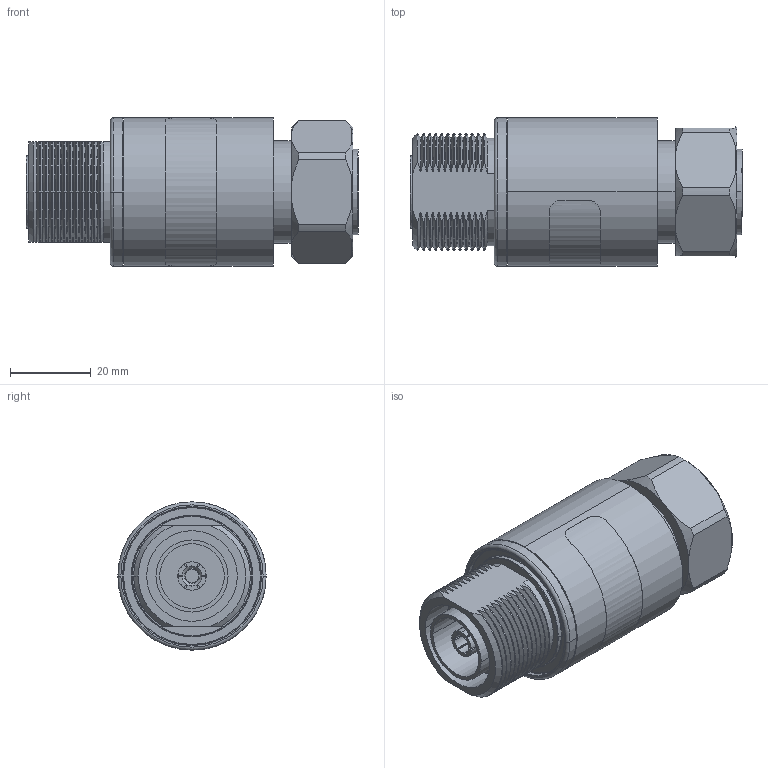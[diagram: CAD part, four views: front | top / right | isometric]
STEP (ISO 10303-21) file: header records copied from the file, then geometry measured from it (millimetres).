
FILE_DESCRIPTION (( 'STEP AP214' ), '1' );
FILE_NAME ('LCSP1007.STEP', '2018-05-01T16:24:26', ( '' ), ( '' ), 'SwSTEP 2.0', 'SolidWorks 2017', '' );
FILE_SCHEMA (( 'AUTOMOTIVE_DESIGN' ));
Length unit declared in the file: inch
Products named in the file (16): 4050-0013; LCSP1007; 4052-0025; 4050-0009; 5800-0173; 4009-0036; 4035-0072; 2811-0021; MED CURVED LP LABEL_CURVED2; 7040-0092; 4035-0071; 4051-0026; 5800-0171_5800-0171; 1729-0040; 4052-0026; 5800-0172
Assembly tree (19 placements, depth 2):
  LCSP1007
    5800-0173
    7040-0092
    4035-0072
    2811-0021  x2
    4052-0025
    4009-0036  x2
    4051-0026  x2
    4050-0009  x2
    4050-0013
    5800-0172
    4052-0026
    4035-0071
    1729-0040
    5800-0171_5800-0171
    MED CURVED LP LABEL_CURVED2
Bounding box: 82.44 x 36.83 x 36.83 mm (x, y, z)
Volume: 51150.9 mm3; surface area: 35717.6 mm2
Topology: 19 solids, 19 shells, 1095 faces, 2905 edges, 1881 vertices
Faces by surface type: plane 644, cylinder 267, cone 158, torus 26
Entity records: 25083 total; most frequent: CARTESIAN_POINT 4667, DIRECTION 4133, ORIENTED_EDGE 4042, EDGE_CURVE 2021, AXIS2_PLACEMENT_3D 1440, VERTEX_POINT 1298, LINE 1253, VECTOR 1253
